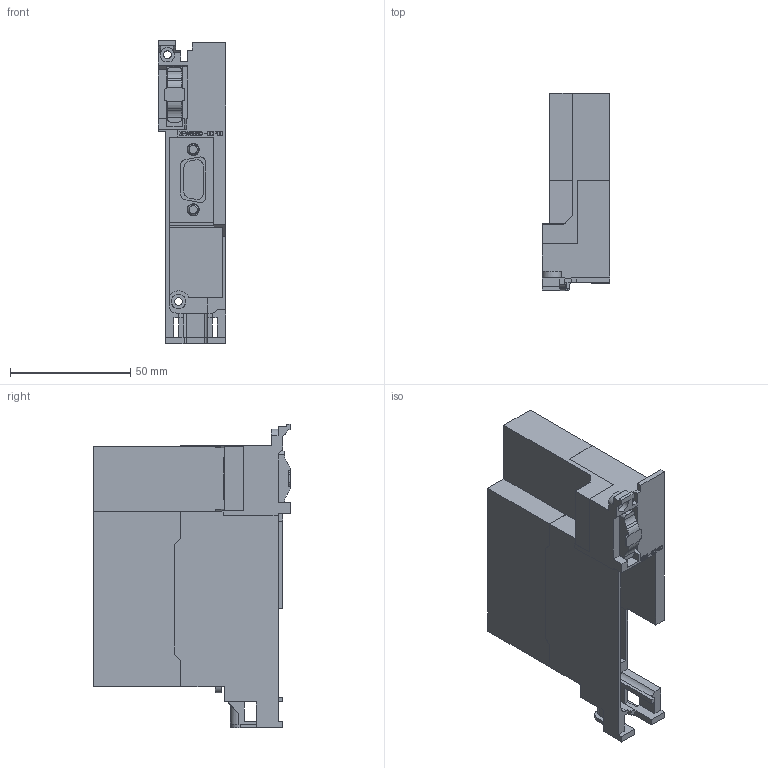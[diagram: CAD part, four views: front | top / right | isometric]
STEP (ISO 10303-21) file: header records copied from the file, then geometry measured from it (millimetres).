
FILE_DESCRIPTION(('no description'),'unknown implementation level');
FILE_NAME('3RW5980-0CP00_3D_v.stp',' ',('SIEMENS A&D'),('CADClick - KiM GmbH - www.kimweb.de'),'unknown preprocess','ACIS','unknown authorization');
FILE_SCHEMA(('automotive_design'));
Length unit declared in the file: millimetre
Products named in the file (1): 1
Bounding box: 28 x 82.13 x 126 mm (x, y, z)
Volume: 137020.9 mm3; surface area: 37168.6 mm2
Topology: 1 solids, 5 shells, 1254 faces, 3532 edges, 2343 vertices
Faces by surface type: plane 1137, cylinder 105, cone 12
Entity records: 79278 total; most frequent: CARTESIAN_POINT 7158, STYLED_ITEM 7130, PRESENTATION_STYLE_ASSIGNMENT 7130, COLOUR_RGB 7130, ORIENTED_EDGE 7064, DIRECTION 6273, EDGE_CURVE 3532, CURVE_STYLE 3532
